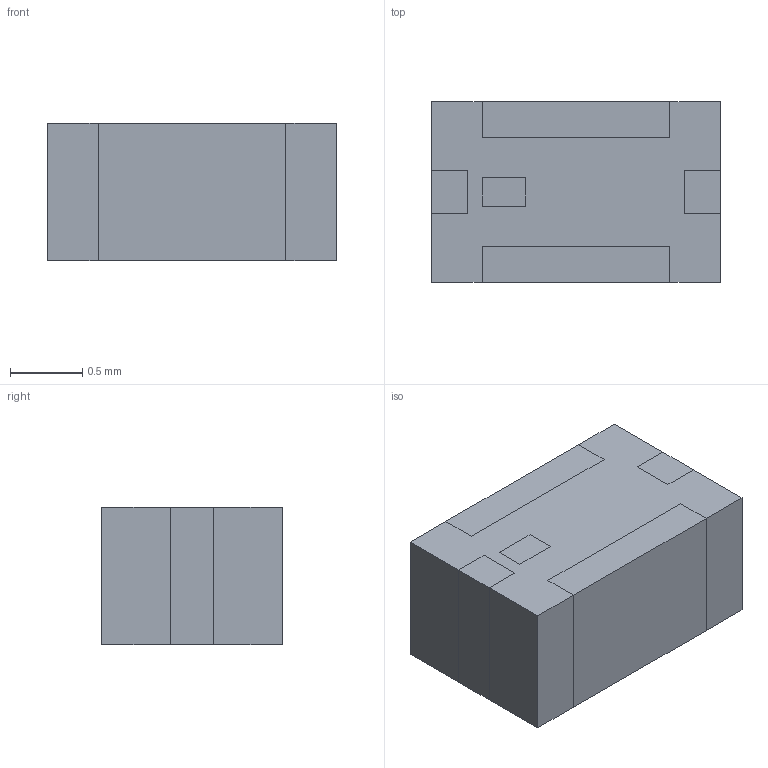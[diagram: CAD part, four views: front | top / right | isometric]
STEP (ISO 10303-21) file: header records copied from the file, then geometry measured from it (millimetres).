
FILE_DESCRIPTION(/* description */ ('Unknown'),/* implementation_level */ '2;1');
FILE_NAME(/* name */ 'FL_Wurth_WE-BPF-0805',/* time_stamp */ '2025-09-04T17:29:23+08:00',/* author */ ('Unknown'),/* organization */ ('Unknown'),/* preprocessor_version */ 'ST-DEVELOPER v19.4',/* originating_system */ 'Solid Edge',/* authorisation */ 'Unknown');
FILE_SCHEMA (('AUTOMOTIVE_DESIGN {1 0 10303 214 3 1 1}'));
Length unit declared in the file: millimetre
Products named in the file (7): FL_Wurth_WE-BPF-0805; Base; Contacts; Contacts_0; Contacts_1; Contacts_2; Contacts_3
Assembly tree (6 placements, depth 2):
  FL_Wurth_WE-BPF-0805
    Base
    Contacts
    Contacts_0
    Contacts_1
    Contacts_2
    Contacts_3
Bounding box: 2 x 1.25 x 0.95 mm (x, y, z)
Volume: 2.4 mm3; surface area: 23 mm2
Topology: 6 solids, 6 shells, 56 faces, 132 edges, 88 vertices
Faces by surface type: plane 56
Entity records: 1760 total; most frequent: CARTESIAN_POINT 283, ORIENTED_EDGE 264, DIRECTION 258, EDGE_CURVE 132, LINE 132, VECTOR 132, VERTEX_POINT 88, AXIS2_PLACEMENT_3D 63
